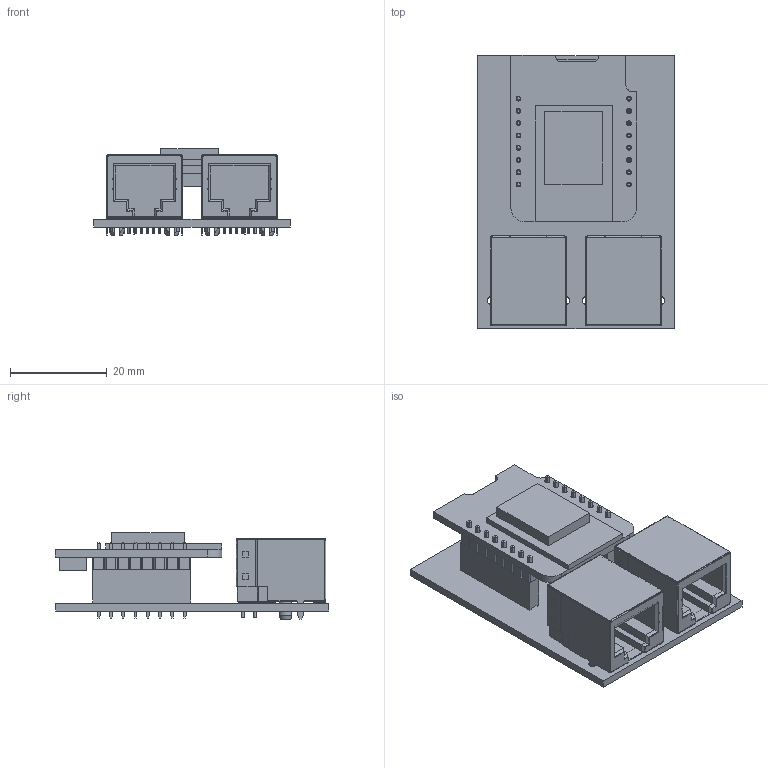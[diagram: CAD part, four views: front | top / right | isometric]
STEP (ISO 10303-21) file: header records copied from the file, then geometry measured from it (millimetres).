
FILE_DESCRIPTION(('KiCad electronic assembly'),'2;1');
FILE_NAME('deskcontroller.step','2022-04-14T11:48:41',('Pcbnew'),( 'Kicad'),'Open CASCADE STEP processor 7.6','KiCad to STEP converter' ,'Unknown');
FILE_SCHEMA(('AUTOMOTIVE_DESIGN { 1 0 10303 214 1 1 1 1 }'));
Length unit declared in the file: millimetre
Products named in the file (10): deskcontroller 1; A-2004-2-4-LPS-N-R; COMPOUND; WEMOS_D1_mini_light; SOLID; PinHeader_1x08_P2.54mm_Vertical; PinSocket_1x08_P2.54mm_Vertical; deskcontroller PCB
Assembly tree (12 placements, depth 3):
  deskcontroller 1
    A-2004-2-4-LPS-N-R  x2
      COMPOUND
    WEMOS_D1_mini_light
      SOLID
    PinHeader_1x08_P2.54mm_Vertical  x2
      SOLID
    PinSocket_1x08_P2.54mm_Vertical  x2
      SOLID
    deskcontroller PCB
Bounding box: 40.64 x 56.62 x 18 mm (x, y, z)
Volume: 12407.6 mm3; surface area: 17607.4 mm2
Topology: 26 solids, 26 shells, 1617 faces, 4030 edges, 2552 vertices
Faces by surface type: bspline 1571, cylinder 40, plane 6
Full cylindrical faces by diameter (mm): 0.9 x16, 1 x16, 1.6 x4, 3.2 x4
Entity records: 53195 total; most frequent: CARTESIAN_POINT 20315, B_SPLINE_CURVE_WITH_KNOTS 5680, ORIENTED_EDGE 4296, PCURVE 4296, DEFINITIONAL_REPRESENTATION 4296, EDGE_CURVE 2148, SURFACE_CURVE 2092, VERTEX_POINT 1364
